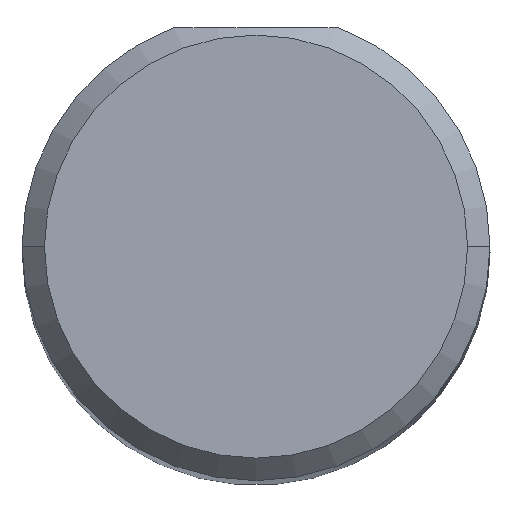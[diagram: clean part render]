
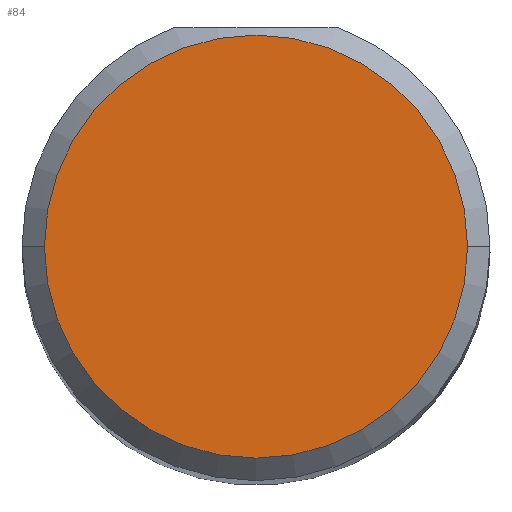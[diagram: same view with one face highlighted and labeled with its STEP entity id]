
A CAD part, top view. The second image highlights one B-rep face of the part: STEP entity #84.
In plain terms, the highlighted planar face has unit normal (0, 0, 1).
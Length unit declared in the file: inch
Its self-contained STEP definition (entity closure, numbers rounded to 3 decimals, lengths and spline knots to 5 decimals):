
#34 = DIRECTION ( 'NONE',  ( 0., 0., 1. ) ) ;
#40 = EDGE_LOOP ( 'NONE', ( #449, #217 ) ) ;
#51 = CARTESIAN_POINT ( 'NONE',  ( -0.14125, 0., 2.5 ) ) ;
#84 = ADVANCED_FACE ( 'NONE', ( #241 ), #164, .T. ) ;
#98 = EDGE_CURVE ( 'NONE', #276, #227, #338, .T. ) ;
#125 = DIRECTION ( 'NONE',  ( 1., 0., 0. ) ) ;
#164 = PLANE ( 'NONE',  #476 ) ;
#172 = EDGE_CURVE ( 'NONE', #227, #276, #368, .T. ) ;
#200 = CARTESIAN_POINT ( 'NONE',  ( 0., 0., 2.5 ) ) ;
#217 = ORIENTED_EDGE ( 'NONE', *, *, #98, .T. ) ;
#227 = VERTEX_POINT ( 'NONE', #51 ) ;
#241 = FACE_OUTER_BOUND ( 'NONE', #40, .T. ) ;
#246 = CARTESIAN_POINT ( 'NONE',  ( 0., 0., 2.5 ) ) ;
#255 = AXIS2_PLACEMENT_3D ( 'NONE', #400, #327, #125 ) ;
#257 = CARTESIAN_POINT ( 'NONE',  ( 0.14125, 0., 2.5 ) ) ;
#276 = VERTEX_POINT ( 'NONE', #257 ) ;
#327 = DIRECTION ( 'NONE',  ( 0., 0., 1. ) ) ;
#338 = CIRCLE ( 'NONE', #255, 0.14125 ) ;
#354 = DIRECTION ( 'NONE',  ( 0., 0., 1. ) ) ;
#368 = CIRCLE ( 'NONE', #514, 0.14125 ) ;
#400 = CARTESIAN_POINT ( 'NONE',  ( 0., 0., 2.5 ) ) ;
#449 = ORIENTED_EDGE ( 'NONE', *, *, #172, .T. ) ;
#476 = AXIS2_PLACEMENT_3D ( 'NONE', #246, #34, #479 ) ;
#479 = DIRECTION ( 'NONE',  ( 1., 0., 0. ) ) ;
#514 = AXIS2_PLACEMENT_3D ( 'NONE', #200, #354, #521 ) ;
#521 = DIRECTION ( 'NONE',  ( 1., 0., 0. ) ) ;
